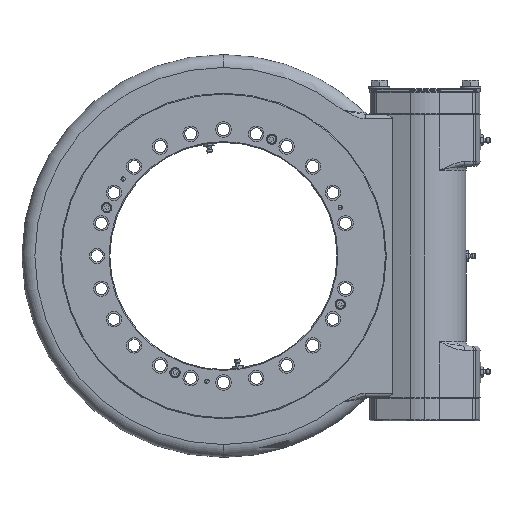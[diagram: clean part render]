
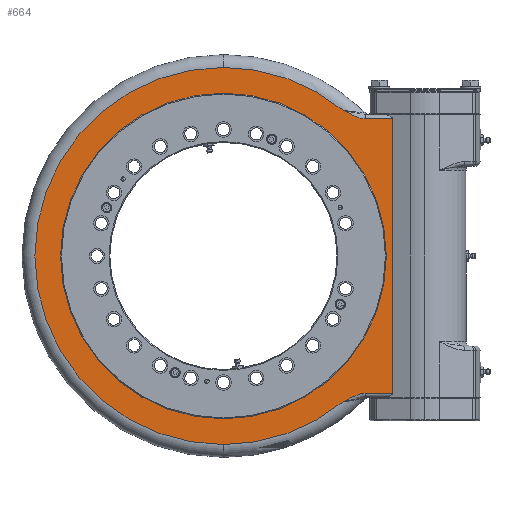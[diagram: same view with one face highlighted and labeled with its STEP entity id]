
A CAD part, left-side view. The second image highlights one B-rep face of the part: STEP entity #664.
In plain terms, the highlighted planar face has unit normal (-1, 0, 0).
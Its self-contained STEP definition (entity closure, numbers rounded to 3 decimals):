
#59 = CARTESIAN_POINT ( 'NONE',  ( -37., -156.473, 161.937 ) ) ;
#664 = ADVANCED_FACE ( 'NONE', ( #19232, #34497 ), #3800, .F. ) ;
#674 = AXIS2_PLACEMENT_3D ( 'NONE', #3047, #39401, #18120 ) ;
#933 = EDGE_CURVE ( 'NONE', #2802, #29809, #8213, .T. ) ;
#951 = VERTEX_POINT ( 'NONE', #23076 ) ;
#1388 = B_SPLINE_CURVE_WITH_KNOTS ( 'NONE', 3,
 ( #30634, #3259, #12256, #21422, #30749, #9053, #59, #24054, #24458, #6423, #33551, #27291, #39242, #36873 ),
 .UNSPECIFIED., .F., .F.,
 ( 4, 2, 2, 2, 2, 2, 4 ),
 ( 0., 0.003, 0.007, 0.01, 0.014, 0.021, 0.028 ),
 .UNSPECIFIED. ) ;
#1420 = EDGE_CURVE ( 'NONE', #32842, #18250, #6290, .T. ) ;
#1434 = CARTESIAN_POINT ( 'NONE',  ( -37., -153.24, -163.275 ) ) ;
#1494 = AXIS2_PLACEMENT_3D ( 'NONE', #26335, #20462, #2323 ) ;
#2293 = CARTESIAN_POINT ( 'NONE',  ( -37., -165.593, -160. ) ) ;
#2323 = DIRECTION ( 'NONE',  ( 0., 0., 1. ) ) ;
#2802 = VERTEX_POINT ( 'NONE', #24568 ) ;
#2828 = DIRECTION ( 'NONE',  ( 0., -1., 0. ) ) ;
#2921 = AXIS2_PLACEMENT_3D ( 'NONE', #9281, #11961, #33529 ) ;
#3047 = CARTESIAN_POINT ( 'NONE',  ( -37., 0., 0. ) ) ;
#3193 = VERTEX_POINT ( 'NONE', #10833 ) ;
#3259 = CARTESIAN_POINT ( 'NONE',  ( -37., -164.41, 160. ) ) ;
#3495 = CARTESIAN_POINT ( 'NONE',  ( -37., -139.642, 170. ) ) ;
#3800 = PLANE ( 'NONE',  #21114 ) ;
#3883 = EDGE_CURVE ( 'NONE', #2802, #18250, #15617, .T. ) ;
#3897 = CIRCLE ( 'NONE', #20109, 220. ) ;
#4093 = CARTESIAN_POINT ( 'NONE',  ( -37., -165.593, -160. ) ) ;
#4659 = ORIENTED_EDGE ( 'NONE', *, *, #33904, .T. ) ;
#4768 = DIRECTION ( 'NONE',  ( 0., 1., 0. ) ) ;
#5993 = CARTESIAN_POINT ( 'NONE',  ( -37., -165.593, 160. ) ) ;
#6290 = LINE ( 'NONE', #8868, #31966 ) ;
#6364 = CARTESIAN_POINT ( 'NONE',  ( -37., -197.277, 0. ) ) ;
#6423 = CARTESIAN_POINT ( 'NONE',  ( -37., -150.057, 164.735 ) ) ;
#7037 = ORIENTED_EDGE ( 'NONE', *, *, #35491, .F. ) ;
#7123 = CARTESIAN_POINT ( 'NONE',  ( -37., -164.41, -160. ) ) ;
#7266 = ORIENTED_EDGE ( 'NONE', *, *, #24658, .F. ) ;
#7905 = ORIENTED_EDGE ( 'NONE', *, *, #933, .T. ) ;
#8213 = LINE ( 'NONE', #32151, #18703 ) ;
#8868 = CARTESIAN_POINT ( 'NONE',  ( -37., 190., -160. ) ) ;
#9053 = CARTESIAN_POINT ( 'NONE',  ( -37., -157.571, 161.534 ) ) ;
#9281 = CARTESIAN_POINT ( 'NONE',  ( -37., 0., 0. ) ) ;
#10833 = CARTESIAN_POINT ( 'NONE',  ( -37., 0., -190. ) ) ;
#10937 = VERTEX_POINT ( 'NONE', #24903 ) ;
#11023 = DIRECTION ( 'NONE',  ( 0., 0., -1. ) ) ;
#11961 = DIRECTION ( 'NONE',  ( -1., 0., 0. ) ) ;
#12256 = CARTESIAN_POINT ( 'NONE',  ( -37., -163.248, 160.123 ) ) ;
#12860 = CIRCLE ( 'NONE', #2921, 220. ) ;
#13209 = CARTESIAN_POINT ( 'NONE',  ( -37., -156.477, -161.936 ) ) ;
#13282 = EDGE_LOOP ( 'NONE', ( #4659, #16643, #25042, #17563, #22366, #32430, #7905, #25334 ) ) ;
#14077 = EDGE_CURVE ( 'NONE', #15351, #38030, #3897, .T. ) ;
#15351 = VERTEX_POINT ( 'NONE', #34567 ) ;
#15617 = LINE ( 'NONE', #6364, #17022 ) ;
#16017 = CARTESIAN_POINT ( 'NONE',  ( -37., -157.576, -161.532 ) ) ;
#16538 = CARTESIAN_POINT ( 'NONE',  ( -37., -141.727, -168.953 ) ) ;
#16643 = ORIENTED_EDGE ( 'NONE', *, *, #14077, .T. ) ;
#17022 = VECTOR ( 'NONE', #18958, 1000. ) ;
#17350 = DIRECTION ( 'NONE',  ( 0., 0., -1. ) ) ;
#17563 = ORIENTED_EDGE ( 'NONE', *, *, #19998, .T. ) ;
#17663 = EDGE_CURVE ( 'NONE', #38030, #10937, #12860, .T. ) ;
#17892 = VERTEX_POINT ( 'NONE', #3495 ) ;
#18120 = DIRECTION ( 'NONE',  ( 0., 0., 1. ) ) ;
#18250 = VERTEX_POINT ( 'NONE', #20186 ) ;
#18703 = VECTOR ( 'NONE', #4768, 1000. ) ;
#18958 = DIRECTION ( 'NONE',  ( 0., 0., -1. ) ) ;
#19232 = FACE_BOUND ( 'NONE', #25505, .T. ) ;
#19317 = CARTESIAN_POINT ( 'NONE',  ( -37., -139.642, -170. ) ) ;
#19438 = CARTESIAN_POINT ( 'NONE',  ( -37., -159.821, -160.831 ) ) ;
#19998 = EDGE_CURVE ( 'NONE', #10937, #32842, #29030, .T. ) ;
#20064 = DIRECTION ( 'NONE',  ( 1., 0., 0. ) ) ;
#20109 = AXIS2_PLACEMENT_3D ( 'NONE', #23449, #26112, #26248 ) ;
#20186 = CARTESIAN_POINT ( 'NONE',  ( -37., -197.277, -160. ) ) ;
#20462 = DIRECTION ( 'NONE',  ( -1., 0., 0. ) ) ;
#21114 = AXIS2_PLACEMENT_3D ( 'NONE', #25140, #20064, #11023 ) ;
#21422 = CARTESIAN_POINT ( 'NONE',  ( -37., -160.951, 160.538 ) ) ;
#22366 = ORIENTED_EDGE ( 'NONE', *, *, #1420, .T. ) ;
#23076 = CARTESIAN_POINT ( 'NONE',  ( -37., 0., 190. ) ) ;
#23449 = CARTESIAN_POINT ( 'NONE',  ( -37., 0., 0. ) ) ;
#24054 = CARTESIAN_POINT ( 'NONE',  ( -37., -154.306, 162.809 ) ) ;
#24458 = CARTESIAN_POINT ( 'NONE',  ( -37., -153.238, 163.276 ) ) ;
#24568 = CARTESIAN_POINT ( 'NONE',  ( -37., -197.277, 160. ) ) ;
#24590 = CIRCLE ( 'NONE', #1494, 190. ) ;
#24658 = EDGE_CURVE ( 'NONE', #951, #3193, #24590, .T. ) ;
#24903 = CARTESIAN_POINT ( 'NONE',  ( -37., -139.642, -170. ) ) ;
#25042 = ORIENTED_EDGE ( 'NONE', *, *, #17663, .T. ) ;
#25140 = CARTESIAN_POINT ( 'NONE',  ( -37., 190., 0. ) ) ;
#25307 = CARTESIAN_POINT ( 'NONE',  ( -37., -160.954, -160.538 ) ) ;
#25334 = ORIENTED_EDGE ( 'NONE', *, *, #35898, .T. ) ;
#25505 = EDGE_LOOP ( 'NONE', ( #7266, #7037 ) ) ;
#25565 = CARTESIAN_POINT ( 'NONE',  ( -37., -143.805, -167.886 ) ) ;
#26112 = DIRECTION ( 'NONE',  ( -1., 0., 0. ) ) ;
#26248 = DIRECTION ( 'NONE',  ( 0., 0., -1. ) ) ;
#26335 = CARTESIAN_POINT ( 'NONE',  ( -37., 0., 0. ) ) ;
#26997 = CIRCLE ( 'NONE', #674, 190. ) ;
#27291 = CARTESIAN_POINT ( 'NONE',  ( -37., -143.805, 167.886 ) ) ;
#29030 = B_SPLINE_CURVE_WITH_KNOTS ( 'NONE', 3,
 ( #19317, #16538, #25565, #37836, #31455, #1434, #31601, #13209, #16017, #19438, #25307, #37573, #7123, #4093 ),
 .UNSPECIFIED., .F., .F.,
 ( 4, 2, 2, 2, 2, 2, 4 ),
 ( 0., 0.007, 0.014, 0.017, 0.021, 0.024, 0.028 ),
 .UNSPECIFIED. ) ;
#29809 = VERTEX_POINT ( 'NONE', #5993 ) ;
#30634 = CARTESIAN_POINT ( 'NONE',  ( -37., -165.593, 160. ) ) ;
#30749 = CARTESIAN_POINT ( 'NONE',  ( -37., -159.817, 160.832 ) ) ;
#31455 = CARTESIAN_POINT ( 'NONE',  ( -37., -150.059, -164.734 ) ) ;
#31601 = CARTESIAN_POINT ( 'NONE',  ( -37., -154.309, -162.807 ) ) ;
#31966 = VECTOR ( 'NONE', #2828, 1000. ) ;
#32151 = CARTESIAN_POINT ( 'NONE',  ( -37., -159.674, 160. ) ) ;
#32430 = ORIENTED_EDGE ( 'NONE', *, *, #3883, .F. ) ;
#32547 = CARTESIAN_POINT ( 'NONE',  ( -37., 0., 0. ) ) ;
#32842 = VERTEX_POINT ( 'NONE', #2293 ) ;
#32881 = CIRCLE ( 'NONE', #38029, 220. ) ;
#33529 = DIRECTION ( 'NONE',  ( 0., 0., -1. ) ) ;
#33551 = CARTESIAN_POINT ( 'NONE',  ( -37., -147.97, 165.778 ) ) ;
#33904 = EDGE_CURVE ( 'NONE', #17892, #15351, #32881, .T. ) ;
#34497 = FACE_OUTER_BOUND ( 'NONE', #13282, .T. ) ;
#34567 = CARTESIAN_POINT ( 'NONE',  ( -37., 0., 220. ) ) ;
#35371 = DIRECTION ( 'NONE',  ( -1., 0., 0. ) ) ;
#35491 = EDGE_CURVE ( 'NONE', #3193, #951, #26997, .T. ) ;
#35898 = EDGE_CURVE ( 'NONE', #29809, #17892, #1388, .T. ) ;
#36873 = CARTESIAN_POINT ( 'NONE',  ( -37., -139.642, 170. ) ) ;
#37573 = CARTESIAN_POINT ( 'NONE',  ( -37., -163.248, -160.123 ) ) ;
#37836 = CARTESIAN_POINT ( 'NONE',  ( -37., -147.971, -165.777 ) ) ;
#38030 = VERTEX_POINT ( 'NONE', #38197 ) ;
#38029 = AXIS2_PLACEMENT_3D ( 'NONE', #32547, #35371, #17350 ) ;
#38197 = CARTESIAN_POINT ( 'NONE',  ( -37., 0., -220. ) ) ;
#39242 = CARTESIAN_POINT ( 'NONE',  ( -37., -141.727, 168.953 ) ) ;
#39401 = DIRECTION ( 'NONE',  ( -1., 0., 0. ) ) ;
